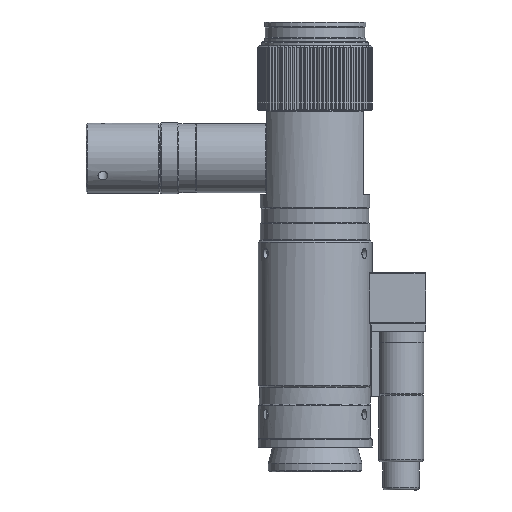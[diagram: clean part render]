
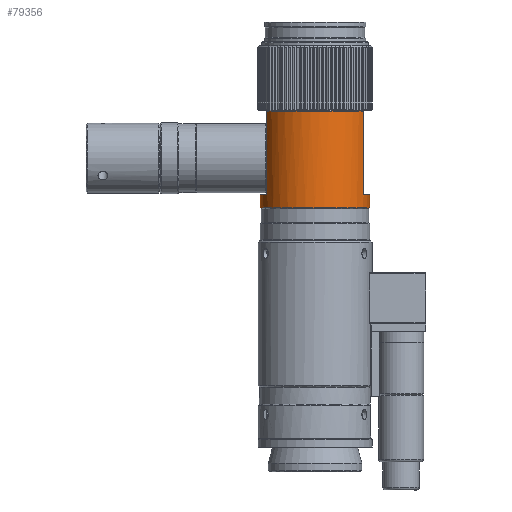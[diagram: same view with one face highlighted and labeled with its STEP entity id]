
A CAD part, front view. The second image highlights one B-rep face of the part: STEP entity #79356.
In plain terms, the highlighted cylindrical face has radius 19.5 mm (diameter 39 mm), a full revolution.
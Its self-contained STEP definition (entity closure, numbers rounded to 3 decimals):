
#582 = AXIS2_PLACEMENT_3D ( 'NONE', #59039, #58228, #44686 ) ;
#1160 = ORIENTED_EDGE ( 'NONE', *, *, #58747, .T. ) ;
#1270 = EDGE_LOOP ( 'NONE', ( #32524 ) ) ;
#1599 = ORIENTED_EDGE ( 'NONE', *, *, #21838, .T. ) ;
#2266 = CARTESIAN_POINT ( 'NONE',  ( 2.895, 8.998, 36.753 ) ) ;
#2622 = EDGE_CURVE ( 'NONE', #30208, #79619, #42267, .T. ) ;
#3903 = CARTESIAN_POINT ( 'NONE',  ( 2.895, 8.998, 20.51 ) ) ;
#5541 = DIRECTION ( 'NONE',  ( 0., 0., 1. ) ) ;
#6241 = ORIENTED_EDGE ( 'NONE', *, *, #19886, .T. ) ;
#6283 = CARTESIAN_POINT ( 'NONE',  ( 2.895, -8.998, 36.753 ) ) ;
#6654 = CARTESIAN_POINT ( 'NONE',  ( 20.195, 0., 25.898 ) ) ;
#6678 = CARTESIAN_POINT ( 'NONE',  ( 2.895, -8.998, 41.043 ) ) ;
#6909 = CARTESIAN_POINT ( 'NONE',  ( 2.895, -8.998, 20.51 ) ) ;
#7849 = VERTEX_POINT ( 'NONE', #67739 ) ;
#7973 = CARTESIAN_POINT ( 'NONE',  ( 37.495, 8.998, 20.51 ) ) ;
#8567 = EDGE_CURVE ( 'NONE', #17688, #76204, #71455, .T. ) ;
#8847 = CARTESIAN_POINT ( 'NONE',  ( 3.028, 9.25, 38.176 ) ) ;
#8958 = EDGE_LOOP ( 'NONE', ( #71448, #1599, #27075, #45943, #74372, #16122, #6241, #1160, #64262, #36773, #81228, #44045 ) ) ;
#9674 = CARTESIAN_POINT ( 'NONE',  ( 20.195, 0., 21.198 ) ) ;
#10988 = EDGE_CURVE ( 'NONE', #76204, #30208, #62794, .T. ) ;
#11207 = VERTEX_POINT ( 'NONE', #76615 ) ;
#12051 = CARTESIAN_POINT ( 'NONE',  ( 3.028, -9.25, 38.176 ) ) ;
#12626 = DIRECTION ( 'NONE',  ( 0., 0., -1. ) ) ;
#12704 = VECTOR ( 'NONE', #22329, 1000. ) ;
#13903 = DIRECTION ( 'NONE',  ( 1., 0., 0. ) ) ;
#14136 = DIRECTION ( 'NONE',  ( 0., 0., 1. ) ) ;
#14546 = DIRECTION ( 'NONE',  ( 1., 0., 0. ) ) ;
#15423 = LINE ( 'NONE', #3903, #70869 ) ;
#15754 = LINE ( 'NONE', #77429, #12704 ) ;
#16122 = ORIENTED_EDGE ( 'NONE', *, *, #42911, .T. ) ;
#16231 = DIRECTION ( 'NONE',  ( 0., 0., 1. ) ) ;
#17688 = VERTEX_POINT ( 'NONE', #60563 ) ;
#18376 = VERTEX_POINT ( 'NONE', #56442 ) ;
#19886 = EDGE_CURVE ( 'NONE', #65460, #38780, #20956, .T. ) ;
#20956 = CIRCLE ( 'NONE', #28808, 19.5 ) ;
#21569 = EDGE_CURVE ( 'NONE', #11207, #18376, #15423, .T. ) ;
#21838 = EDGE_CURVE ( 'NONE', #53631, #17688, #68793, .T. ) ;
#22329 = DIRECTION ( 'NONE',  ( 0., 0., 1. ) ) ;
#27075 = ORIENTED_EDGE ( 'NONE', *, *, #8567, .T. ) ;
#28133 = CARTESIAN_POINT ( 'NONE',  ( 2.982, 9.167, 40.335 ) ) ;
#28253 = CARTESIAN_POINT ( 'NONE',  ( 2.895, 8.998, 25.898 ) ) ;
#28808 = AXIS2_PLACEMENT_3D ( 'NONE', #45936, #39374, #13903 ) ;
#28973 = DIRECTION ( 'NONE',  ( 1., 0., 0. ) ) ;
#29943 = VERTEX_POINT ( 'NONE', #35287 ) ;
#30208 = VERTEX_POINT ( 'NONE', #43446 ) ;
#31416 = CARTESIAN_POINT ( 'NONE',  ( 2.895, -8.998, 55.598 ) ) ;
#31688 = CARTESIAN_POINT ( 'NONE',  ( 2.895, -8.998, 36.753 ) ) ;
#32524 = ORIENTED_EDGE ( 'NONE', *, *, #75741, .T. ) ;
#35287 = CARTESIAN_POINT ( 'NONE',  ( 39.695, 0., 21.198 ) ) ;
#36568 = CARTESIAN_POINT ( 'NONE',  ( 20.195, 0., 55.598 ) ) ;
#36773 = ORIENTED_EDGE ( 'NONE', *, *, #21569, .T. ) ;
#36881 = LINE ( 'NONE', #43033, #79204 ) ;
#37665 = VERTEX_POINT ( 'NONE', #59868 ) ;
#38391 = CYLINDRICAL_SURFACE ( 'NONE', #79804, 19.5 ) ;
#38780 = VERTEX_POINT ( 'NONE', #28253 ) ;
#39144 = AXIS2_PLACEMENT_3D ( 'NONE', #6654, #63742, #70725 ) ;
#39374 = DIRECTION ( 'NONE',  ( 0., 0., -1. ) ) ;
#39954 = AXIS2_PLACEMENT_3D ( 'NONE', #36568, #42311, #49312 ) ;
#40066 = CARTESIAN_POINT ( 'NONE',  ( 2.895, 8.998, 41.043 ) ) ;
#41705 = CIRCLE ( 'NONE', #46936, 19.5 ) ;
#42267 = B_SPLINE_CURVE_WITH_KNOTS ( 'NONE', 3,
 ( #6678, #49439, #44867, #12051, #49841, #6283 ),
 .UNSPECIFIED., .F., .F.,
 ( 4, 2, 4 ),
 ( 0., 0.5, 1. ),
 .UNSPECIFIED. ) ;
#42311 = DIRECTION ( 'NONE',  ( 0., 0., -1. ) ) ;
#42501 = CARTESIAN_POINT ( 'NONE',  ( 37.495, -8.998, 20.51 ) ) ;
#42911 = EDGE_CURVE ( 'NONE', #79619, #65460, #36881, .T. ) ;
#43033 = CARTESIAN_POINT ( 'NONE',  ( 2.895, -8.998, 20.51 ) ) ;
#43446 = CARTESIAN_POINT ( 'NONE',  ( 2.895, -8.998, 41.043 ) ) ;
#43895 = EDGE_CURVE ( 'NONE', #7849, #51525, #44548, .T. ) ;
#44045 = ORIENTED_EDGE ( 'NONE', *, *, #43895, .T. ) ;
#44548 = LINE ( 'NONE', #7973, #62179 ) ;
#44686 = DIRECTION ( 'NONE',  ( 1., 0., 0. ) ) ;
#44867 = CARTESIAN_POINT ( 'NONE',  ( 3.028, -9.25, 39.62 ) ) ;
#45357 = FACE_OUTER_BOUND ( 'NONE', #8958, .T. ) ;
#45936 = CARTESIAN_POINT ( 'NONE',  ( 20.195, 0., 25.898 ) ) ;
#45943 = ORIENTED_EDGE ( 'NONE', *, *, #10988, .T. ) ;
#46936 = AXIS2_PLACEMENT_3D ( 'NONE', #9674, #16231, #28973 ) ;
#48752 = EDGE_CURVE ( 'NONE', #18376, #7849, #64874, .T. ) ;
#49289 = CARTESIAN_POINT ( 'NONE',  ( 37.495, 8.998, 25.898 ) ) ;
#49312 = DIRECTION ( 'NONE',  ( 1., 0., 0. ) ) ;
#49439 = CARTESIAN_POINT ( 'NONE',  ( 2.982, -9.167, 40.336 ) ) ;
#49841 = CARTESIAN_POINT ( 'NONE',  ( 2.982, -9.167, 37.461 ) ) ;
#51525 = VERTEX_POINT ( 'NONE', #49289 ) ;
#52395 = CARTESIAN_POINT ( 'NONE',  ( 2.982, 9.167, 37.461 ) ) ;
#53625 = DIRECTION ( 'NONE',  ( 0., 0., 1. ) ) ;
#53631 = VERTEX_POINT ( 'NONE', #56459 ) ;
#54307 = DIRECTION ( 'NONE',  ( 0., 0., -1. ) ) ;
#56442 = CARTESIAN_POINT ( 'NONE',  ( 2.895, 8.998, 55.598 ) ) ;
#56459 = CARTESIAN_POINT ( 'NONE',  ( 37.495, -8.998, 25.898 ) ) ;
#57279 = DIRECTION ( 'NONE',  ( 0., 0., -1. ) ) ;
#57684 = CARTESIAN_POINT ( 'NONE',  ( 20.195, 0., 20.51 ) ) ;
#58228 = DIRECTION ( 'NONE',  ( 0., 0., -1. ) ) ;
#58747 = EDGE_CURVE ( 'NONE', #38780, #37665, #15754, .T. ) ;
#59039 = CARTESIAN_POINT ( 'NONE',  ( 20.195, 0., 55.598 ) ) ;
#59868 = CARTESIAN_POINT ( 'NONE',  ( 2.895, 8.998, 36.753 ) ) ;
#59965 = B_SPLINE_CURVE_WITH_KNOTS ( 'NONE', 3,
 ( #2266, #52395, #8847, #78288, #28133, #40066 ),
 .UNSPECIFIED., .F., .F.,
 ( 4, 2, 4 ),
 ( 0., 0.5, 1. ),
 .UNSPECIFIED. ) ;
#59968 = EDGE_CURVE ( 'NONE', #37665, #11207, #59965, .T. ) ;
#60563 = CARTESIAN_POINT ( 'NONE',  ( 37.495, -8.998, 55.598 ) ) ;
#62179 = VECTOR ( 'NONE', #57279, 1000. ) ;
#62794 = LINE ( 'NONE', #6909, #72673 ) ;
#63742 = DIRECTION ( 'NONE',  ( 0., 0., -1. ) ) ;
#64262 = ORIENTED_EDGE ( 'NONE', *, *, #59968, .T. ) ;
#64874 = CIRCLE ( 'NONE', #39954, 19.5 ) ;
#65460 = VERTEX_POINT ( 'NONE', #80476 ) ;
#67739 = CARTESIAN_POINT ( 'NONE',  ( 37.495, 8.998, 55.598 ) ) ;
#68793 = LINE ( 'NONE', #42501, #69571 ) ;
#69571 = VECTOR ( 'NONE', #5541, 1000. ) ;
#70417 = FACE_OUTER_BOUND ( 'NONE', #1270, .T. ) ;
#70725 = DIRECTION ( 'NONE',  ( 1., 0., 0. ) ) ;
#70869 = VECTOR ( 'NONE', #53625, 1000. ) ;
#71448 = ORIENTED_EDGE ( 'NONE', *, *, #77035, .T. ) ;
#71455 = CIRCLE ( 'NONE', #582, 19.5 ) ;
#72673 = VECTOR ( 'NONE', #54307, 1000. ) ;
#74372 = ORIENTED_EDGE ( 'NONE', *, *, #2622, .T. ) ;
#75741 = EDGE_CURVE ( 'NONE', #29943, #29943, #41705, .T. ) ;
#76204 = VERTEX_POINT ( 'NONE', #31416 ) ;
#76615 = CARTESIAN_POINT ( 'NONE',  ( 2.895, 8.998, 41.043 ) ) ;
#77035 = EDGE_CURVE ( 'NONE', #51525, #53631, #78450, .T. ) ;
#77429 = CARTESIAN_POINT ( 'NONE',  ( 2.895, 8.998, 20.51 ) ) ;
#78288 = CARTESIAN_POINT ( 'NONE',  ( 3.028, 9.25, 39.62 ) ) ;
#78450 = CIRCLE ( 'NONE', #39144, 19.5 ) ;
#79204 = VECTOR ( 'NONE', #12626, 1000. ) ;
#79356 = ADVANCED_FACE ( 'NONE', ( #45357, #70417 ), #38391, .T. ) ;
#79619 = VERTEX_POINT ( 'NONE', #31688 ) ;
#79804 = AXIS2_PLACEMENT_3D ( 'NONE', #57684, #14136, #14546 ) ;
#80476 = CARTESIAN_POINT ( 'NONE',  ( 2.895, -8.998, 25.898 ) ) ;
#81228 = ORIENTED_EDGE ( 'NONE', *, *, #48752, .T. ) ;
